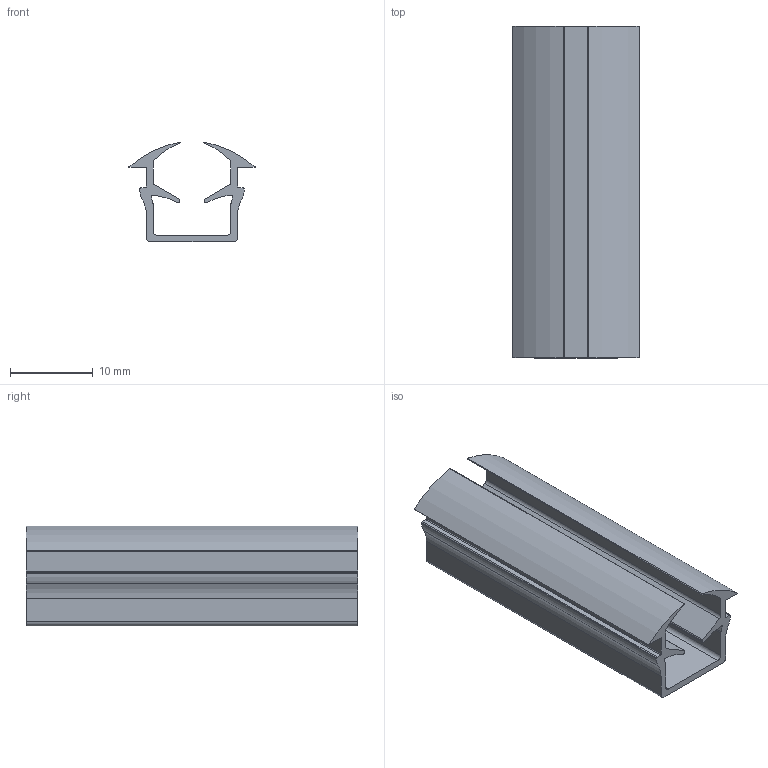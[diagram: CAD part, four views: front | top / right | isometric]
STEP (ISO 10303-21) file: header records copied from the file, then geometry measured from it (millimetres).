
FILE_DESCRIPTION(/* description */ ('GUARN. SERIE 30 UNICA SP3 GRIGIA'),/* implementation_level */ '2;1');
FILE_NAME(/* name */ 'DGUCA0000001.stp',/* time_stamp */ '2019-04-18T09:36:04+02:00',/* author */ ('fzagni'),/* organization */ (''),/* preprocessor_version */ 'ST-DEVELOPER v17.2',/* originating_system */ 'Autodesk Inventor 2019',/* authorisation */ '');
FILE_SCHEMA (('AUTOMOTIVE_DESIGN { 1 0 10303 214 3 1 1 }'));
Length unit declared in the file: millimetre
Products named in the file (1): 21.008.01G
Bounding box: 15.2 x 40 x 12 mm (x, y, z)
Volume: 1577.7 mm3; surface area: 3903 mm2
Topology: 1 solids, 1 shells, 55 faces, 159 edges, 106 vertices
Faces by surface type: cylinder 30, plane 25
Entity records: 1874 total; most frequent: DIRECTION 331, CARTESIAN_POINT 321, ORIENTED_EDGE 318, EDGE_CURVE 159, AXIS2_PLACEMENT_3D 116, VERTEX_POINT 106, LINE 99, VECTOR 99
